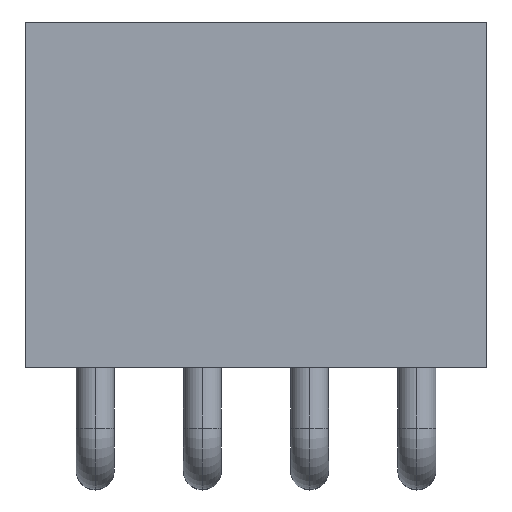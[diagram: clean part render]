
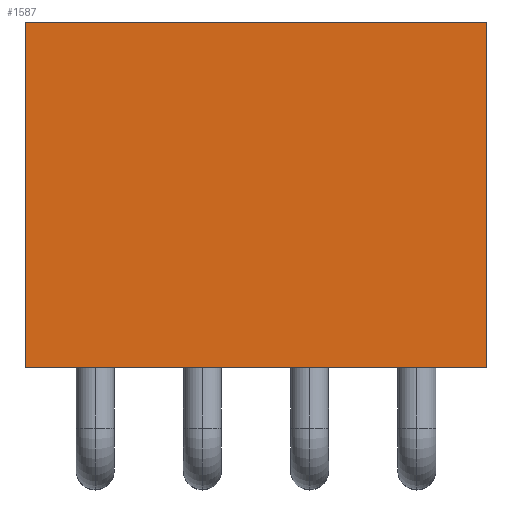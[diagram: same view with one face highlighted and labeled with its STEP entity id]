
A CAD part, top view. The second image highlights one B-rep face of the part: STEP entity #1587.
In plain terms, the highlighted free-form (B-spline) face has degree [1, 1] with [2, 2] control points.
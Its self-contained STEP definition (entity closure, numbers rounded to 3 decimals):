
#1245=CARTESIAN_POINT('',(-2.73,5.308,2.21));
#1246=VERTEX_POINT('',#1245);
#1255=CARTESIAN_POINT('',(2.731,5.308,2.21));
#1256=VERTEX_POINT('',#1255);
#1257=CARTESIAN_POINT('',(-2.73,5.308,2.21));
#1258=DIRECTION('',(1.0,0.0,0.0));
#1259=VECTOR('',#1258,5.461);
#1260=LINE('',#1257,#1259);
#1261=EDGE_CURVE('',#1246,#1256,#1260,.T.);
#1523=CARTESIAN_POINT('',(2.731,1.218,2.21));
#1524=VERTEX_POINT('',#1523);
#1525=CARTESIAN_POINT('',(2.731,5.308,2.21));
#1526=DIRECTION('',(0.0,-1.0,0.0));
#1527=VECTOR('',#1526,4.09);
#1528=LINE('',#1525,#1527);
#1529=EDGE_CURVE('',#1256,#1524,#1528,.T.);
#1564=CARTESIAN_POINT('',(-2.731,5.308,2.21));
#1565=CARTESIAN_POINT('',(-2.731,1.218,2.21));
#1566=CARTESIAN_POINT('',(2.731,5.308,2.21));
#1567=CARTESIAN_POINT('',(2.731,1.218,2.21));
#1568=B_SPLINE_SURFACE_WITH_KNOTS('',1,1,((#1564,#1566),(#1565,#1567)),.UNSPECIFIED.,.F.,.F.,.U.,(2,2),(2,2),(0.0,4.09),(0.0,5.461),.UNSPECIFIED.);
#1569=CARTESIAN_POINT('',(-2.731,1.218,2.21));
#1570=VERTEX_POINT('',#1569);
#1571=CARTESIAN_POINT('',(2.731,1.218,2.21));
#1572=DIRECTION('',(-1.0,0.0,0.0));
#1573=VECTOR('',#1572,5.461);
#1574=LINE('',#1571,#1573);
#1575=EDGE_CURVE('',#1524,#1570,#1574,.T.);
#1576=ORIENTED_EDGE('',*,*,#1575,.F.);
#1577=ORIENTED_EDGE('',*,*,#1529,.F.);
#1578=ORIENTED_EDGE('',*,*,#1261,.F.);
#1579=CARTESIAN_POINT('',(-2.731,1.218,2.21));
#1580=DIRECTION('',(0.0,1.0,0.0));
#1581=VECTOR('',#1580,4.09);
#1582=LINE('',#1579,#1581);
#1583=EDGE_CURVE('',#1570,#1246,#1582,.T.);
#1584=ORIENTED_EDGE('',*,*,#1583,.F.);
#1585=EDGE_LOOP('',(#1576,#1577,#1578,#1584));
#1586=FACE_OUTER_BOUND('',#1585,.T.);
#1587=ADVANCED_FACE('',(#1586),#1568,.T.);
